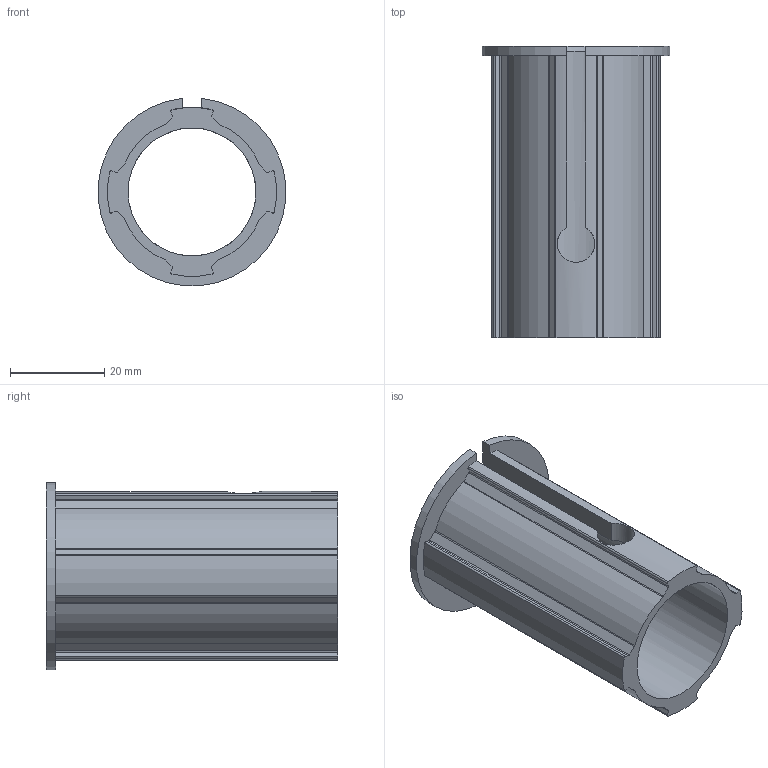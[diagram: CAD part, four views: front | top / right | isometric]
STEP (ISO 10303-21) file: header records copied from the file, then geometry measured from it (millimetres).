
FILE_DESCRIPTION(/* description */ (''),/* implementation_level */ '2;1');
FILE_NAME(/* name */ '2022c90d-23c5-4204-b516-274be9eb8b00.stp',/* time_stamp */ '2019-04-16T02:20:42+00:00',/* author */ (''),/* organization */ (''),/* preprocessor_version */ 'ST-DEVELOPER v18',/* originating_system */ 'Autodesk Translation Framework v8.2.0.1029',/* authorisation */ '');
FILE_SCHEMA (('AUTOMOTIVE_DESIGN { 1 0 10303 214 3 1 1 }'));
Length unit declared in the file: millimetre
Products named in the file (1): seat tube insert
Bounding box: 39.87 x 62 x 39.82 mm (x, y, z)
Volume: 16397.8 mm3; surface area: 13804.1 mm2
Topology: 1 solids, 1 shells, 57 faces, 168 edges, 112 vertices
Faces by surface type: cylinder 35, plane 21, cone 1
Full cylindrical faces by diameter (mm): 27.2 x1
Entity records: 2024 total; most frequent: CARTESIAN_POINT 402, DIRECTION 351, ORIENTED_EDGE 336, EDGE_CURVE 168, AXIS2_PLACEMENT_3D 129, VERTEX_POINT 112, LINE 93, VECTOR 93
